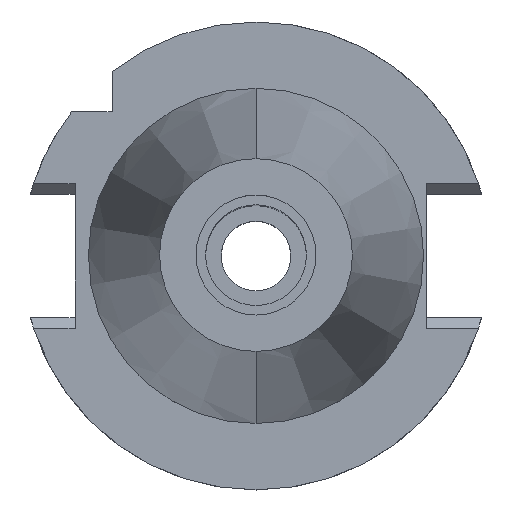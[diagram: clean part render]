
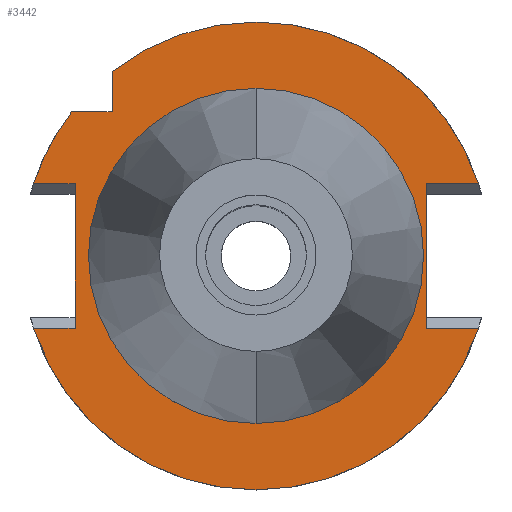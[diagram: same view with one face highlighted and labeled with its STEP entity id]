
A CAD part, top view. The second image highlights one B-rep face of the part: STEP entity #3442.
In plain terms, the highlighted planar face has unit normal (0, 0, 1).
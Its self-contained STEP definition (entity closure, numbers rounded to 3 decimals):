
#108=DIRECTION('',(0.,1.,0.));
#109=VECTOR('',#108,8.426);
#110=CARTESIAN_POINT('',(-30.,30.,-1.5));
#111=LINE('',#110,#109);
#115=CARTESIAN_POINT('',(0.,0.,-1.5));
#116=DIRECTION('',(0.,0.,-1.));
#117=DIRECTION('',(-0.615,0.788,0.));
#118=AXIS2_PLACEMENT_3D('',#115,#116,#117);
#123=CARTESIAN_POINT('',(0.,0.,-1.5));
#124=DIRECTION('',(0.,0.,-1.));
#125=DIRECTION('',(0.,1.,0.));
#126=AXIS2_PLACEMENT_3D('',#123,#124,#125);
#131=DIRECTION('',(0.,-1.,0.));
#132=VECTOR('',#131,30.1);
#133=CARTESIAN_POINT('',(35.5,15.05,-1.5));
#134=LINE('',#133,#132);
#138=DIRECTION('',(1.,0.,0.));
#139=VECTOR('',#138,10.869);
#140=CARTESIAN_POINT('',(35.5,-15.05,-1.5));
#141=LINE('',#140,#139);
#145=CARTESIAN_POINT('',(0.,0.,-1.5));
#146=DIRECTION('',(0.,0.,-1.));
#147=DIRECTION('',(0.951,-0.309,0.));
#148=AXIS2_PLACEMENT_3D('',#145,#146,#147);
#153=CARTESIAN_POINT('',(0.,0.,-1.5));
#154=DIRECTION('',(0.,0.,-1.));
#155=DIRECTION('',(0.,-1.,0.));
#156=AXIS2_PLACEMENT_3D('',#153,#154,#155);
#161=DIRECTION('',(-1.,0.,0.));
#162=VECTOR('',#161,8.669);
#163=CARTESIAN_POINT('',(-37.7,15.05,-1.5));
#164=LINE('',#163,#162);
#168=CARTESIAN_POINT('',(0.,0.,-1.5));
#169=DIRECTION('',(0.,0.,-1.));
#170=DIRECTION('',(-0.951,0.309,0.));
#171=AXIS2_PLACEMENT_3D('',#168,#169,#170);
#176=CARTESIAN_POINT('',(0.,0.,-1.5));
#177=DIRECTION('',(0.,0.,1.));
#178=DIRECTION('',(0.,-1.,0.));
#179=AXIS2_PLACEMENT_3D('',#176,#177,#178);
#184=CARTESIAN_POINT('',(0.,0.,-1.5));
#185=DIRECTION('',(0.,0.,1.));
#186=DIRECTION('',(0.,1.,0.));
#187=AXIS2_PLACEMENT_3D('',#184,#185,#186);
#307=DIRECTION('',(-1.,0.,0.));
#308=VECTOR('',#307,8.426);
#309=CARTESIAN_POINT('',(-30.,30.,-1.5));
#310=LINE('',#309,#308);
#360=DIRECTION('',(0.,-1.,0.));
#361=VECTOR('',#360,30.1);
#362=CARTESIAN_POINT('',(-37.7,15.05,-1.5));
#363=LINE('',#362,#361);
#537=DIRECTION('',(-1.,0.,0.));
#538=VECTOR('',#537,8.669);
#539=CARTESIAN_POINT('',(-37.7,-15.05,-1.5));
#540=LINE('',#539,#538);
#814=DIRECTION('',(1.,0.,0.));
#815=VECTOR('',#814,10.869);
#816=CARTESIAN_POINT('',(35.5,15.05,-1.5));
#817=LINE('',#816,#815);
#2878=CARTESIAN_POINT('',(0.,34.925,-1.5));
#2879=VERTEX_POINT('',#2878);
#2880=CARTESIAN_POINT('',(0.,-34.925,-1.5));
#2881=VERTEX_POINT('',#2880);
#2882=CARTESIAN_POINT('',(-30.,30.,-1.5));
#2883=CARTESIAN_POINT('',(-30.,38.426,-1.5));
#2884=VERTEX_POINT('',#2882);
#2885=VERTEX_POINT('',#2883);
#2886=CARTESIAN_POINT('',(0.,48.75,-1.5));
#2887=CARTESIAN_POINT('',(46.369,15.05,-1.5));
#2888=VERTEX_POINT('',#2886);
#2889=VERTEX_POINT('',#2887);
#2890=CARTESIAN_POINT('',(35.5,15.05,-1.5));
#2891=VERTEX_POINT('',#2890);
#2892=CARTESIAN_POINT('',(35.5,-15.05,-1.5));
#2893=VERTEX_POINT('',#2892);
#2894=CARTESIAN_POINT('',(46.369,-15.05,-1.5));
#2895=VERTEX_POINT('',#2894);
#2896=CARTESIAN_POINT('',(0.,-48.75,-1.5));
#2897=CARTESIAN_POINT('',(-46.369,-15.05,-1.5));
#2898=VERTEX_POINT('',#2896);
#2899=VERTEX_POINT('',#2897);
#2900=CARTESIAN_POINT('',(-37.7,-15.05,-1.5));
#2901=VERTEX_POINT('',#2900);
#2902=CARTESIAN_POINT('',(-37.7,15.05,-1.5));
#2903=VERTEX_POINT('',#2902);
#2904=CARTESIAN_POINT('',(-46.369,15.05,-1.5));
#2905=VERTEX_POINT('',#2904);
#2906=CARTESIAN_POINT('',(-38.426,30.,-1.5));
#2907=VERTEX_POINT('',#2906);
#3405=CARTESIAN_POINT('',(0.,0.,-1.5));
#3406=DIRECTION('',(0.,0.,1.));
#3407=DIRECTION('',(0.,1.,0.));
#3408=AXIS2_PLACEMENT_3D('',#3405,#3406,#3407);
#3409=PLANE('',#3408);
#3411=ORIENTED_EDGE('',*,*,#3410,.T.);
#3413=ORIENTED_EDGE('',*,*,#3412,.T.);
#3415=ORIENTED_EDGE('',*,*,#3414,.T.);
#3417=ORIENTED_EDGE('',*,*,#3416,.F.);
#3419=ORIENTED_EDGE('',*,*,#3418,.T.);
#3421=ORIENTED_EDGE('',*,*,#3420,.T.);
#3423=ORIENTED_EDGE('',*,*,#3422,.T.);
#3425=ORIENTED_EDGE('',*,*,#3424,.T.);
#3427=ORIENTED_EDGE('',*,*,#3426,.F.);
#3429=ORIENTED_EDGE('',*,*,#3428,.F.);
#3431=ORIENTED_EDGE('',*,*,#3430,.T.);
#3433=ORIENTED_EDGE('',*,*,#3432,.T.);
#3435=ORIENTED_EDGE('',*,*,#3434,.F.);
#3436=EDGE_LOOP('',(#3411,#3413,#3415,#3417,#3419,#3421,#3423,#3425,#3427,#3429,
#3431,#3433,#3435));
#3437=FACE_OUTER_BOUND('',#3436,.F.);
#3438=ORIENTED_EDGE('',*,*,#3384,.T.);
#3439=ORIENTED_EDGE('',*,*,#3400,.T.);
#3440=EDGE_LOOP('',(#3438,#3439));
#3441=FACE_BOUND('',#3440,.F.);
#119=CIRCLE('',#118,48.75);
#127=CIRCLE('',#126,48.75);
#149=CIRCLE('',#148,48.75);
#157=CIRCLE('',#156,48.75);
#172=CIRCLE('',#171,48.75);
#180=CIRCLE('',#179,34.925);
#188=CIRCLE('',#187,34.925);
#3384=EDGE_CURVE('',#2881,#2879,#180,.T.);
#3400=EDGE_CURVE('',#2879,#2881,#188,.T.);
#3410=EDGE_CURVE('',#2884,#2885,#111,.T.);
#3412=EDGE_CURVE('',#2885,#2888,#119,.T.);
#3414=EDGE_CURVE('',#2888,#2889,#127,.T.);
#3416=EDGE_CURVE('',#2891,#2889,#817,.T.);
#3418=EDGE_CURVE('',#2891,#2893,#134,.T.);
#3420=EDGE_CURVE('',#2893,#2895,#141,.T.);
#3422=EDGE_CURVE('',#2895,#2898,#149,.T.);
#3424=EDGE_CURVE('',#2898,#2899,#157,.T.);
#3426=EDGE_CURVE('',#2901,#2899,#540,.T.);
#3428=EDGE_CURVE('',#2903,#2901,#363,.T.);
#3430=EDGE_CURVE('',#2903,#2905,#164,.T.);
#3432=EDGE_CURVE('',#2905,#2907,#172,.T.);
#3434=EDGE_CURVE('',#2884,#2907,#310,.T.);
#3442=ADVANCED_FACE('',(#3437,#3441),#3409,.T.);
